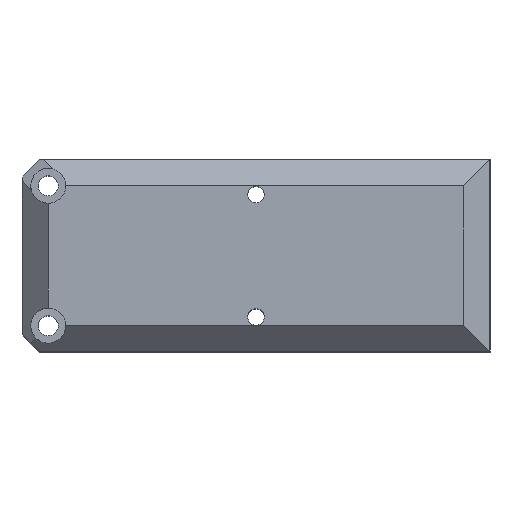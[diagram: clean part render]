
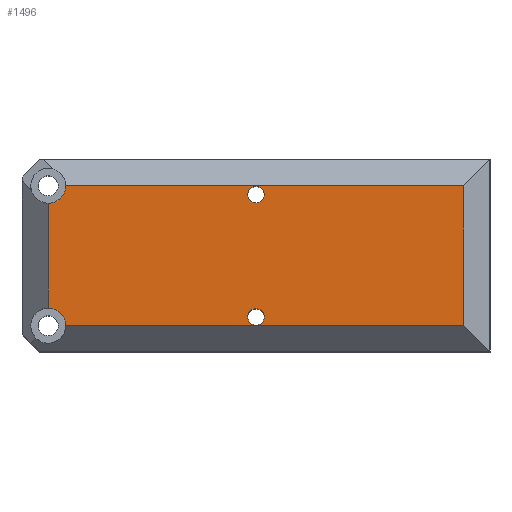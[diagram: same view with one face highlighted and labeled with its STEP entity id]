
A CAD part, top view. The second image highlights one B-rep face of the part: STEP entity #1496.
In plain terms, the highlighted planar face has unit normal (0, 0, 1).
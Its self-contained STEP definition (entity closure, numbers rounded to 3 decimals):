
#78=FACE_BOUND('',#304,.T.);
#79=FACE_BOUND('',#305,.T.);
#126=CIRCLE('',#1630,2.);
#127=CIRCLE('',#1631,2.);
#128=CIRCLE('',#1632,0.95);
#129=CIRCLE('',#1633,0.95);
#198=FACE_OUTER_BOUND('',#303,.T.);
#303=EDGE_LOOP('',(#1222,#1223,#1224,#1225,#1226,#1227));
#304=EDGE_LOOP('',(#1228));
#305=EDGE_LOOP('',(#1229));
#454=LINE('',#2413,#594);
#455=LINE('',#2415,#595);
#456=LINE('',#2417,#596);
#457=LINE('',#2421,#597);
#594=VECTOR('',#1960,10.);
#595=VECTOR('',#1961,10.);
#596=VECTOR('',#1962,10.);
#597=VECTOR('',#1965,10.);
#730=VERTEX_POINT('',#2411);
#731=VERTEX_POINT('',#2412);
#732=VERTEX_POINT('',#2414);
#733=VERTEX_POINT('',#2416);
#734=VERTEX_POINT('',#2418);
#735=VERTEX_POINT('',#2420);
#736=VERTEX_POINT('',#2423);
#737=VERTEX_POINT('',#2425);
#905=EDGE_CURVE('',#730,#731,#454,.T.);
#906=EDGE_CURVE('',#732,#730,#455,.T.);
#907=EDGE_CURVE('',#733,#732,#456,.T.);
#908=EDGE_CURVE('',#733,#734,#126,.T.);
#909=EDGE_CURVE('',#735,#734,#457,.T.);
#910=EDGE_CURVE('',#735,#731,#127,.T.);
#911=EDGE_CURVE('',#736,#736,#128,.T.);
#912=EDGE_CURVE('',#737,#737,#129,.T.);
#1222=ORIENTED_EDGE('',*,*,#905,.F.);
#1223=ORIENTED_EDGE('',*,*,#906,.F.);
#1224=ORIENTED_EDGE('',*,*,#907,.F.);
#1225=ORIENTED_EDGE('',*,*,#908,.T.);
#1226=ORIENTED_EDGE('',*,*,#909,.F.);
#1227=ORIENTED_EDGE('',*,*,#910,.T.);
#1228=ORIENTED_EDGE('',*,*,#911,.T.);
#1229=ORIENTED_EDGE('',*,*,#912,.T.);
#1427=PLANE('',#1629);
#1496=ADVANCED_FACE('',(#198,#78,#79),#1427,.T.);
#1629=AXIS2_PLACEMENT_3D('',#2410,#1958,#1959);
#1630=AXIS2_PLACEMENT_3D('',#2419,#1963,#1964);
#1631=AXIS2_PLACEMENT_3D('',#2422,#1966,#1967);
#1632=AXIS2_PLACEMENT_3D('',#2424,#1968,#1969);
#1633=AXIS2_PLACEMENT_3D('',#2426,#1970,#1971);
#1958=DIRECTION('center_axis',(0.,0.,1.));
#1959=DIRECTION('ref_axis',(-1.,0.,0.));
#1960=DIRECTION('',(-1.,0.,0.));
#1961=DIRECTION('',(0.,-1.,0.));
#1962=DIRECTION('',(1.,0.,0.));
#1963=DIRECTION('center_axis',(0.,0.,-1.));
#1964=DIRECTION('ref_axis',(0.,1.,0.));
#1965=DIRECTION('',(0.,1.,0.));
#1966=DIRECTION('center_axis',(0.,0.,-1.));
#1967=DIRECTION('ref_axis',(0.,1.,0.));
#1968=DIRECTION('center_axis',(0.,0.,-1.));
#1969=DIRECTION('ref_axis',(0.,1.,0.));
#1970=DIRECTION('center_axis',(0.,0.,-1.));
#1971=DIRECTION('ref_axis',(0.,1.,0.));
#2410=CARTESIAN_POINT('Origin',(0.,0.,126.));
#2411=CARTESIAN_POINT('',(16.,-8.,126.));
#2412=CARTESIAN_POINT('',(-29.5,-8.,126.));
#2413=CARTESIAN_POINT('',(-9.5,-8.,126.));
#2414=CARTESIAN_POINT('',(16.,8.,126.));
#2415=CARTESIAN_POINT('',(16.,-6.25,126.));
#2416=CARTESIAN_POINT('',(-29.5,8.,126.));
#2417=CARTESIAN_POINT('',(9.5,8.,126.));
#2418=CARTESIAN_POINT('',(-31.5,6.,126.));
#2419=CARTESIAN_POINT('Origin',(-31.5,8.,126.));
#2420=CARTESIAN_POINT('',(-31.5,-6.,126.));
#2421=CARTESIAN_POINT('',(-31.5,0.,126.));
#2422=CARTESIAN_POINT('Origin',(-31.5,-8.,126.));
#2423=CARTESIAN_POINT('',(-7.75,6.05,126.));
#2424=CARTESIAN_POINT('Origin',(-7.75,7.,126.));
#2425=CARTESIAN_POINT('',(-7.75,-7.95,126.));
#2426=CARTESIAN_POINT('Origin',(-7.75,-7.,126.));
